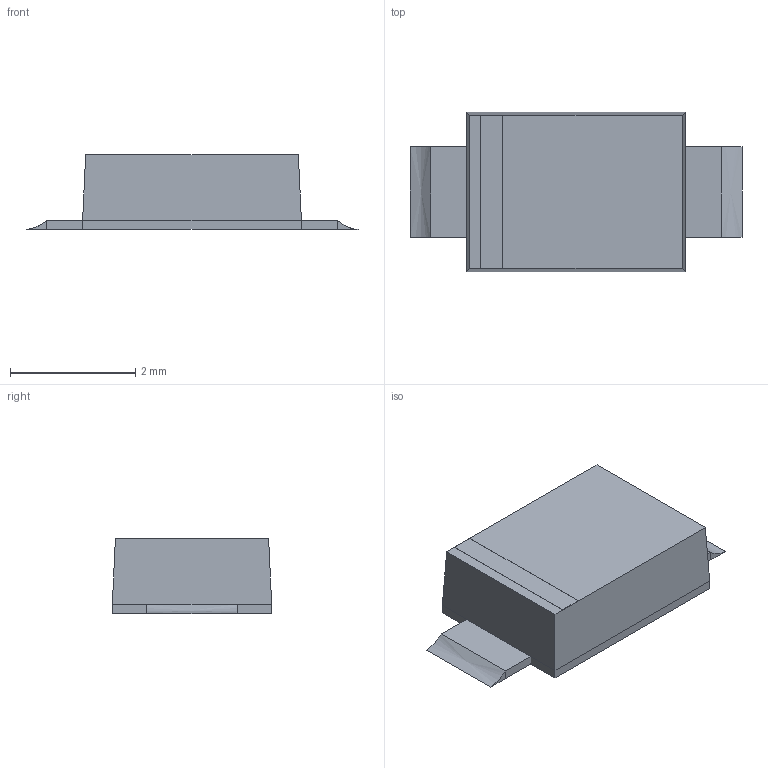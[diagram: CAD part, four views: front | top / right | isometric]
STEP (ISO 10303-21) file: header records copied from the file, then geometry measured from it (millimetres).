
FILE_DESCRIPTION(('STEP AP242'), '1');
FILE_NAME('SMAF', '', ('UNSPECIFIED'), ('UNSPECIFIED'), 'C3D Converter', 'C3D Toolkit', '');
FILE_SCHEMA(('AP242_MANAGED_MODEL_BASED_3D_ENGINEERING_MIM_LF { 1 0 10303 442 1 1 4 }'));
Length unit declared in the file: millimetre
Products named in the file (6): ASSEMBLY; Body; PinKIdent; PinK; PinA
Assembly tree (5 placements, depth 2):
  ASSEMBLY
    Body
    PinKIdent
    PinK
    PinA
    (unnamed)
Bounding box: 5.31 x 2.55 x 1.2 mm (x, y, z)
Volume: 10.8 mm3; surface area: 43.1 mm2
Topology: 6 solids, 6 shells, 38 faces, 74 edges, 48 vertices
Faces by surface type: plane 36, extrusion 2
Entity records: 1502 total; most frequent: CARTESIAN_POINT 178, DIRECTION 156, ORIENTED_EDGE 148, EDGE_CURVE 74, VECTOR 72, LINE 70, VERTEX_POINT 48, AXIS2_PLACEMENT_3D 42
